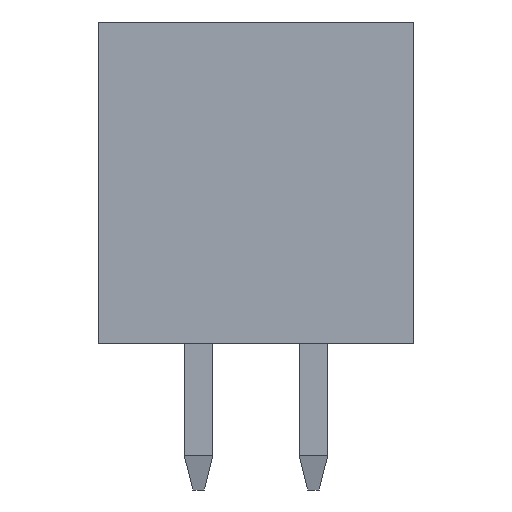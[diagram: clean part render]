
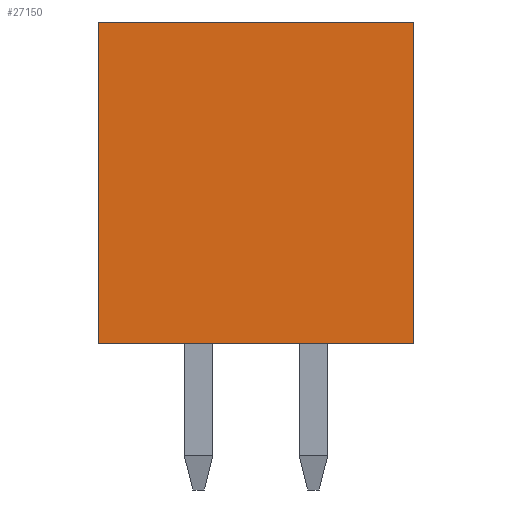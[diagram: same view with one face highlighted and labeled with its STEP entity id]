
A CAD part, front view. The second image highlights one B-rep face of the part: STEP entity #27150.
In plain terms, the highlighted face is planar.
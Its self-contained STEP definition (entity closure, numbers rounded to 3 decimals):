
#1849=ORIENTED_EDGE('',*,*,#6618,.F.);
#1850=ORIENTED_EDGE('',*,*,#6619,.F.);
#1851=ORIENTED_EDGE('',*,*,#6620,.T.);
#1852=ORIENTED_EDGE('',*,*,#6621,.T.);
#6618=EDGE_CURVE('',#8940,#8941,#10950,.T.);
#6619=EDGE_CURVE('',#8942,#8940,#10951,.T.);
#6620=EDGE_CURVE('',#8942,#8943,#10952,.T.);
#6621=EDGE_CURVE('',#8943,#8941,#10953,.T.);
#8940=VERTEX_POINT('',#36463);
#8941=VERTEX_POINT('',#36464);
#8942=VERTEX_POINT('',#36466);
#8943=VERTEX_POINT('',#36468);
#10950=LINE('',#36462,#13646);
#10951=LINE('',#36465,#13647);
#10952=LINE('',#36467,#13648);
#10953=LINE('',#36469,#13649);
#13646=VECTOR('',#31066,1000.);
#13647=VECTOR('',#31067,1000.);
#13648=VECTOR('',#31068,1000.);
#13649=VECTOR('',#31069,1000.);
#15596=EDGE_LOOP('',(#1849,#1850,#1851,#1852));
#16820=FACE_BOUND('',#15596,.T.);
#18004=PLANE('',#28300);
#27150=ADVANCED_FACE('',(#16820),#18004,.T.);
#28300=AXIS2_PLACEMENT_3D('',#36461,#31064,#31065);
#31064=DIRECTION('',(1.,0.,0.));
#31065=DIRECTION('',(0.,0.,-1.));
#31066=DIRECTION('',(0.,0.,-1.));
#31067=DIRECTION('',(0.,1.,0.));
#31068=DIRECTION('',(0.,0.,-1.));
#31069=DIRECTION('',(0.,1.,0.));
#36461=CARTESIAN_POINT('',(23.6,-2.75,2.8));
#36462=CARTESIAN_POINT('',(23.6,2.75,2.8));
#36463=CARTESIAN_POINT('',(23.6,2.75,2.8));
#36464=CARTESIAN_POINT('',(23.6,2.75,-2.8));
#36465=CARTESIAN_POINT('',(23.6,-2.75,2.8));
#36466=CARTESIAN_POINT('',(23.6,-2.75,2.8));
#36467=CARTESIAN_POINT('',(23.6,-2.75,2.8));
#36468=CARTESIAN_POINT('',(23.6,-2.75,-2.8));
#36469=CARTESIAN_POINT('',(23.6,-2.75,-2.8));
